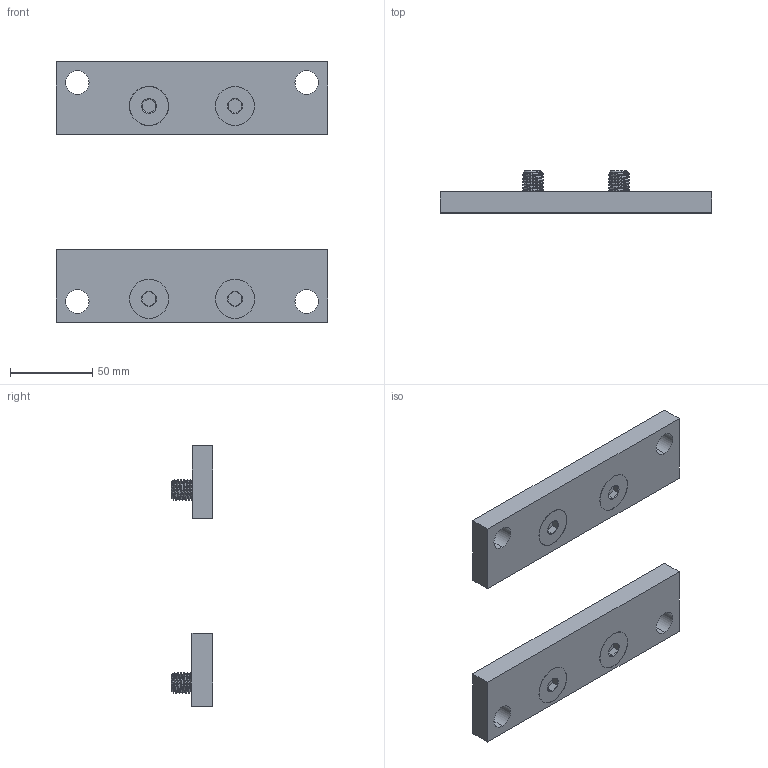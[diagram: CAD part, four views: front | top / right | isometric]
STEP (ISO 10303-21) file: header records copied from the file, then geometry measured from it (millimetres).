
FILE_DESCRIPTION (( 'STEP AP203' ), '1' );
FILE_NAME ('D2BB-5.step', '2020-09-03T19:31:16', ( '' ), ( '' ), 'SwSTEP 2.0', 'SolidWorks 2019', '' );
FILE_SCHEMA (( 'CONFIG_CONTROL_DESIGN' ));
Length unit declared in the file: inch
Products named in the file (3): D2BB-5_2; D2BB-5_1; D2BB-5
Assembly tree (2 placements, depth 2):
  D2BB-5
    D2BB-5_1
    D2BB-5_2
Bounding box: 165.1 x 25.4 x 158.72 mm (x, y, z)
Volume: 181985.2 mm3; surface area: 50811.5 mm2
Topology: 6 solids, 6 shells, 304 faces, 780 edges, 492 vertices
Faces by surface type: cylinder 172, cone 68, plane 48, torus 8, bspline 8
Entity records: 16623 total; most frequent: CARTESIAN_POINT 9857, ORIENTED_EDGE 1560, DIRECTION 1166, EDGE_CURVE 780, VERTEX_POINT 492, AXIS2_PLACEMENT_3D 445, EDGE_LOOP 324, ADVANCED_FACE 304
